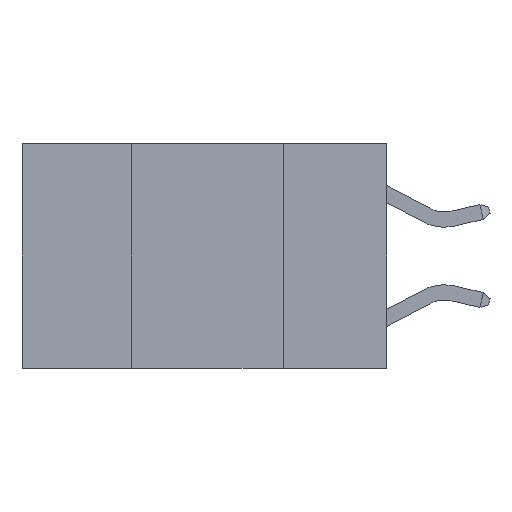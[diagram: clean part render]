
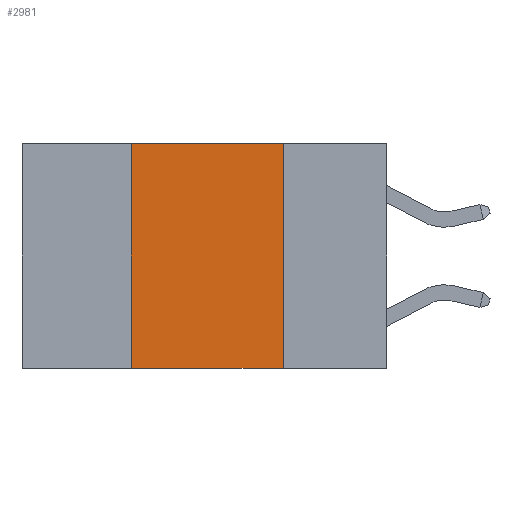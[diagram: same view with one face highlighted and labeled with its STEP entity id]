
A CAD part, left-side view. The second image highlights one B-rep face of the part: STEP entity #2981.
In plain terms, the highlighted planar face has unit normal (-1, 0, 0).
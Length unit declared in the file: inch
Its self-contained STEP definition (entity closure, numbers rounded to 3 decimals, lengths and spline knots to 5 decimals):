
#16 = EDGE_CURVE ( 'NONE', #1113, #9719, #6981, .T. ) ;
#950 = PLANE ( 'NONE',  #9921 ) ;
#1113 = VERTEX_POINT ( 'NONE', #16361 ) ;
#1700 = DIRECTION ( 'NONE',  ( 0., 0., 1. ) ) ;
#2667 = DIRECTION ( 'NONE',  ( 0., -1., 0. ) ) ;
#2831 = VECTOR ( 'NONE', #2667, 39.37008 ) ;
#2981 = ADVANCED_FACE ( 'NONE', ( #10742 ), #950, .F. ) ;
#3679 = CARTESIAN_POINT ( 'NONE',  ( 0., 0.42, 0. ) ) ;
#4241 = CARTESIAN_POINT ( 'NONE',  ( 0., 0.6, 0. ) ) ;
#4557 = CARTESIAN_POINT ( 'NONE',  ( 0., 0.6, -0.37 ) ) ;
#4831 = CARTESIAN_POINT ( 'NONE',  ( 0., 0.17, -0.37 ) ) ;
#5601 = ORIENTED_EDGE ( 'NONE', *, *, #9292, .F. ) ;
#6981 = LINE ( 'NONE', #4557, #15891 ) ;
#7558 = CARTESIAN_POINT ( 'NONE',  ( 0., 0.17, 0. ) ) ;
#9292 = EDGE_CURVE ( 'NONE', #14766, #9719, #13353, .T. ) ;
#9719 = VERTEX_POINT ( 'NONE', #4831 ) ;
#9921 = AXIS2_PLACEMENT_3D ( 'NONE', #24705, #14719, #20594 ) ;
#10742 = FACE_OUTER_BOUND ( 'NONE', #22957, .T. ) ;
#12076 = CARTESIAN_POINT ( 'NONE',  ( 0., 0.17, 0. ) ) ;
#13293 = CARTESIAN_POINT ( 'NONE',  ( 0., 0.42, 0. ) ) ;
#13353 = LINE ( 'NONE', #7558, #22509 ) ;
#14529 = LINE ( 'NONE', #4241, #2831 ) ;
#14719 = DIRECTION ( 'NONE',  ( 1., 0., 0. ) ) ;
#14766 = VERTEX_POINT ( 'NONE', #12076 ) ;
#14847 = DIRECTION ( 'NONE',  ( 0., -1., 0. ) ) ;
#15200 = VECTOR ( 'NONE', #1700, 39.37008 ) ;
#15358 = LINE ( 'NONE', #13293, #15200 ) ;
#15891 = VECTOR ( 'NONE', #14847, 39.37008 ) ;
#16361 = CARTESIAN_POINT ( 'NONE',  ( 0., 0.42, -0.37 ) ) ;
#18184 = ORIENTED_EDGE ( 'NONE', *, *, #21029, .F. ) ;
#19350 = ORIENTED_EDGE ( 'NONE', *, *, #20320, .F. ) ;
#20174 = ORIENTED_EDGE ( 'NONE', *, *, #16, .T. ) ;
#20320 = EDGE_CURVE ( 'NONE', #20711, #14766, #14529, .T. ) ;
#20594 = DIRECTION ( 'NONE',  ( 0., 0., -1. ) ) ;
#20711 = VERTEX_POINT ( 'NONE', #3679 ) ;
#20916 = DIRECTION ( 'NONE',  ( 0., 0., -1. ) ) ;
#21029 = EDGE_CURVE ( 'NONE', #1113, #20711, #15358, .T. ) ;
#22509 = VECTOR ( 'NONE', #20916, 39.37008 ) ;
#22957 = EDGE_LOOP ( 'NONE', ( #5601, #19350, #18184, #20174 ) ) ;
#24705 = CARTESIAN_POINT ( 'NONE',  ( 0., 0.6, 0. ) ) ;
